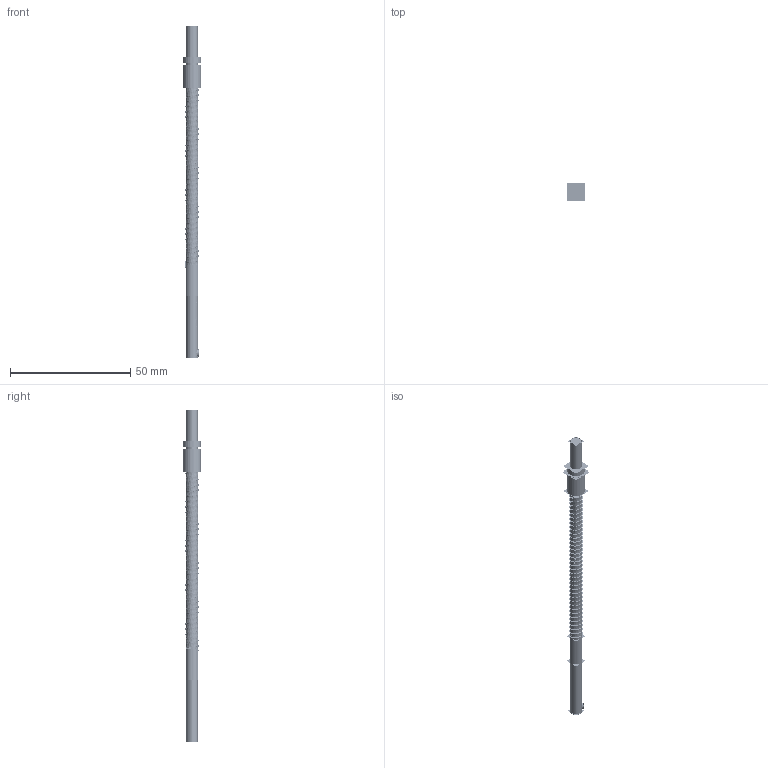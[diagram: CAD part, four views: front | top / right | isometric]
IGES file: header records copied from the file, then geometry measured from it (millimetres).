
Start section:  PTC IGES file: 161921.igs
Global section: file name: 161921.igs; native system: Creo Parametric by PTC Inc.; preprocessor: 2016260; author: pdmadmin; organization: Unknown; date: 20180411.080117; units: inch
Bounding box: 7.67 x 7.66 x 138.29 mm (x, y, z)
Volume: 1491.1 mm3; surface area: 26501.8 mm2
Topology: 3 solids, 3 shells, 322 faces, 1358 edges, 1594 vertices
Faces by surface type: bspline 266, revolution 56
